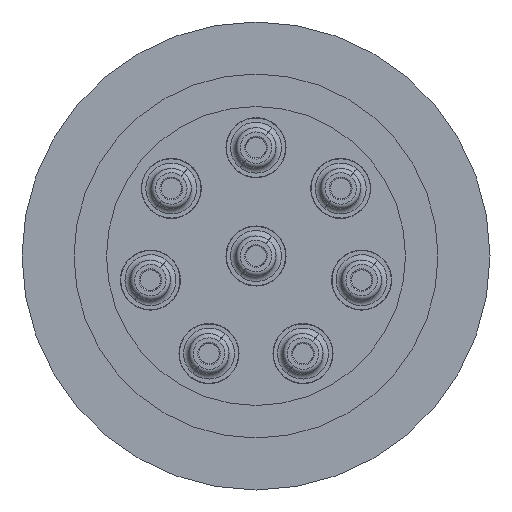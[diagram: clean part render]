
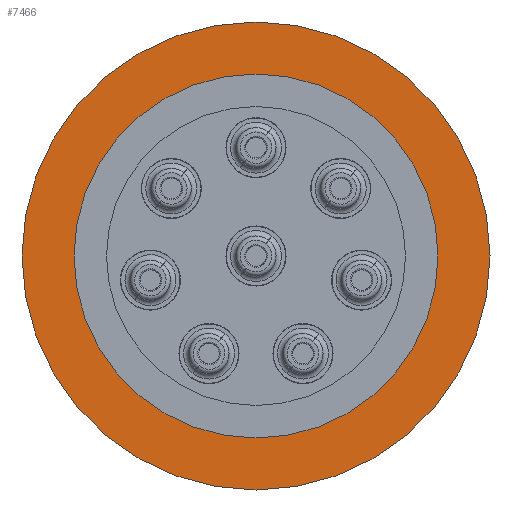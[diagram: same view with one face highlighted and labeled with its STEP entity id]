
A CAD part, front view. The second image highlights one B-rep face of the part: STEP entity #7466.
In plain terms, the highlighted planar face has unit normal (0, -1, 0).
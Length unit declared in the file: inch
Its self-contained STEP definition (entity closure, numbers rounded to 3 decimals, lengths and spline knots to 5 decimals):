
#757 = CIRCLE ( 'NONE', #1834, 0.84 ) ;
#1221 = CARTESIAN_POINT ( 'NONE',  ( 0., -0.87271, 0. ) ) ;
#1222 = DIRECTION ( 'NONE',  ( 0., 1., 0. ) ) ;
#1223 = DIRECTION ( 'NONE',  ( 0., 0., 1. ) ) ;
#1834 = AXIS2_PLACEMENT_3D ( 'NONE', #1221, #1222, #1223 ) ;
#2011 = AXIS2_PLACEMENT_3D ( 'NONE', #3295, #3296, #3297 ) ;
#2012 = AXIS2_PLACEMENT_3D ( 'NONE', #3303, #3304, #3305 ) ;
#2018 = AXIS2_PLACEMENT_3D ( 'NONE', #3333, #3334, #3335 ) ;
#3295 = CARTESIAN_POINT ( 'NONE',  ( 0., -0.87271, 0. ) ) ;
#3296 = DIRECTION ( 'NONE',  ( 0., 1., 0. ) ) ;
#3297 = DIRECTION ( 'NONE',  ( 0., 0., 1. ) ) ;
#3303 = CARTESIAN_POINT ( 'NONE',  ( 0., -0.87271, 0. ) ) ;
#3304 = DIRECTION ( 'NONE',  ( 0., 1., 0. ) ) ;
#3305 = DIRECTION ( 'NONE',  ( 0., 0., 1. ) ) ;
#3333 = CARTESIAN_POINT ( 'NONE',  ( 0., -0.87271, 0. ) ) ;
#3334 = DIRECTION ( 'NONE',  ( 0., 1., 0. ) ) ;
#3335 = DIRECTION ( 'NONE',  ( 0., 0., 1. ) ) ;
#5245 = CARTESIAN_POINT ( 'NONE',  ( 0., -0.87271, 1.08 ) ) ;
#5257 = CARTESIAN_POINT ( 'NONE',  ( 0., -0.87271, -0.84 ) ) ;
#5265 = CARTESIAN_POINT ( 'NONE',  ( 0., -0.87271, -1.08 ) ) ;
#5276 = CARTESIAN_POINT ( 'NONE',  ( 0., -0.87271, 0.84 ) ) ;
#6300 = CIRCLE ( 'NONE', #2011, 1.08 ) ;
#6302 = CIRCLE ( 'NONE', #2012, 1.08 ) ;
#6323 = CIRCLE ( 'NONE', #2018, 0.84 ) ;
#7466 = ADVANCED_FACE ( 'NONE', ( #13309, #13301 ), #9142, .T. ) ;
#8087 = EDGE_CURVE ( 'NONE', #11407, #11387, #6300, .T. ) ;
#8090 = EDGE_CURVE ( 'NONE', #11387, #11407, #6302, .T. ) ;
#8102 = EDGE_CURVE ( 'NONE', #11399, #11418, #6323, .T. ) ;
#8738 = EDGE_LOOP ( 'NONE', ( #12287, #12288 ) ) ;
#8755 = EDGE_LOOP ( 'NONE', ( #12285, #12286 ) ) ;
#9139 = DIRECTION ( 'NONE',  ( 0., 0., -1. ) ) ;
#9140 = DIRECTION ( 'NONE',  ( 0., -1., 0. ) ) ;
#9142 = PLANE ( 'NONE',  #9859 ) ;
#9145 = CARTESIAN_POINT ( 'NONE',  ( -1.08, -0.87271, 0. ) ) ;
#9859 = AXIS2_PLACEMENT_3D ( 'NONE', #9145, #9140, #9139 ) ;
#11387 = VERTEX_POINT ( 'NONE', #5245 ) ;
#11399 = VERTEX_POINT ( 'NONE', #5257 ) ;
#11407 = VERTEX_POINT ( 'NONE', #5265 ) ;
#11418 = VERTEX_POINT ( 'NONE', #5276 ) ;
#12285 = ORIENTED_EDGE ( 'NONE', *, *, #13257, .T. ) ;
#12286 = ORIENTED_EDGE ( 'NONE', *, *, #8102, .T. ) ;
#12287 = ORIENTED_EDGE ( 'NONE', *, *, #8090, .F. ) ;
#12288 = ORIENTED_EDGE ( 'NONE', *, *, #8087, .F. ) ;
#13257 = EDGE_CURVE ( 'NONE', #11418, #11399, #757, .T. ) ;
#13301 = FACE_OUTER_BOUND ( 'NONE', #8738, .T. ) ;
#13309 = FACE_BOUND ( 'NONE', #8755, .T. ) ;
